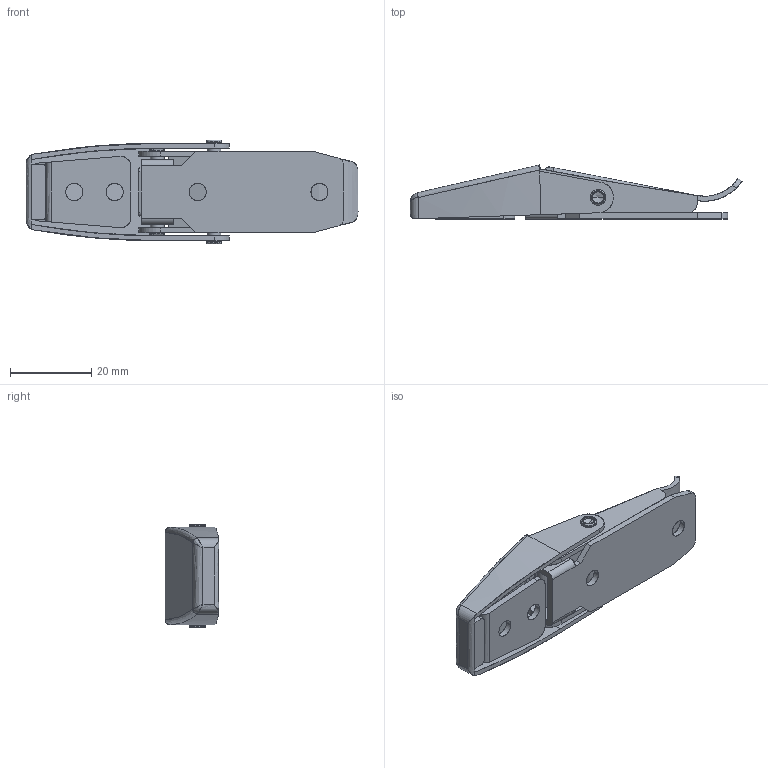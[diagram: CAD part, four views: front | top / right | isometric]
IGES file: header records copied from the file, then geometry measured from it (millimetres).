
Start section: SolidWorks IGES file using analytic representation for surfaces
Global section: file name: C-1144-2A.IGS,15; native system: HSolidWorks 2011; preprocessor: SolidWorks 2011; author: 1337yo; date: 121004.173759; units: millimetre
Bounding box: 81.88 x 13.29 x 25.6 mm (x, y, z)
Surface area: 10767.4 mm2 (no closed solid volume)
Topology: 0 solids, 0 shells, 191 faces, 2826 edges, 2814 vertices
Faces by surface type: bspline 97, revolution 94
